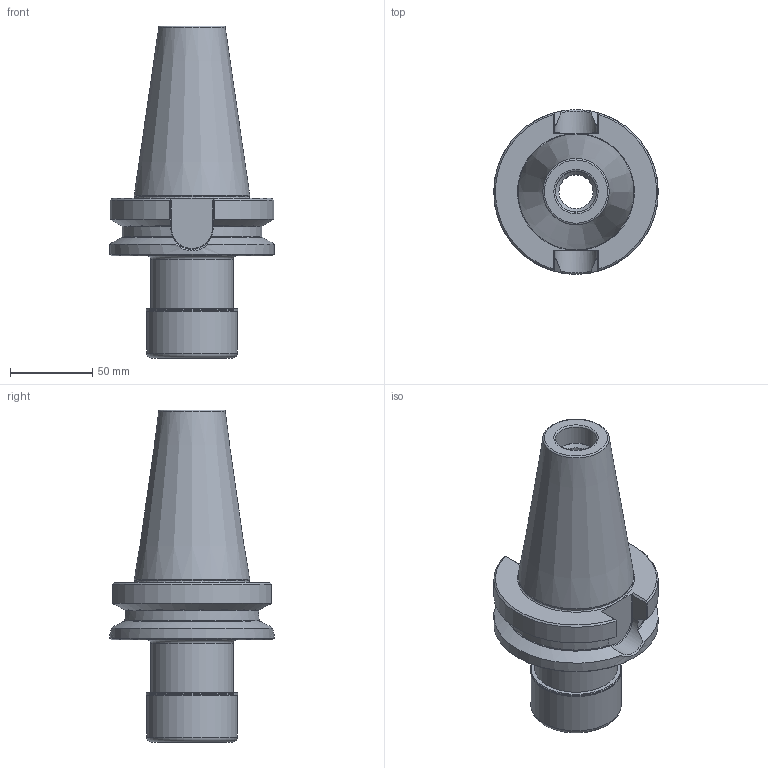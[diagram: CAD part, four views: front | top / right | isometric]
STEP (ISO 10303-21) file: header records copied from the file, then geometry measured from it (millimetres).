
FILE_DESCRIPTION(/* description */ (''),/* implementation_level */ '2;1');
FILE_NAME(/* name */ '515073250.stp',/* time_stamp */ '2021-01-08T12:33:45',/* author */ ('LRA'),/* organization */ ('REGO-FIX'),/* preprocessor_version */ ' Unknown',/* originating_system */ 'SIEMENS PLM Software Solid Edge ST10',/* authorization */ 'Unknown');
FILE_SCHEMA (('AUTOMOTIVE_DESIGN { 1 0 10303 214 2 1 1}'));
Length unit declared in the file: millimetre
Products named in the file (1): 0013427
Bounding box: 100 x 100 x 201.8 mm (x, y, z)
Volume: 510801.7 mm3; surface area: 79503.2 mm2
Topology: 2 solids, 2 shells, 97 faces, 226 edges, 139 vertices
Faces by surface type: plane 34, cylinder 24, cone 19, torus 18, bspline 2
Full cylindrical faces by diameter (mm): 20.752 x2, 25 x1, 33 x1, 38.25 x1, 42 x1, 48.376 x1, 50 x2, 50.05 x1, 51 x1, 55 x1, 55.4 x1, 100 x1
Entity records: 3338 total; most frequent: CARTESIAN_POINT 641, DIRECTION 418, ORIENTED_EDGE 360, AXIS2_PLACEMENT_3D 181, EDGE_CURVE 180, EDGE_LOOP 146, FACE_BOUND 146, VERTEX_POINT 132
